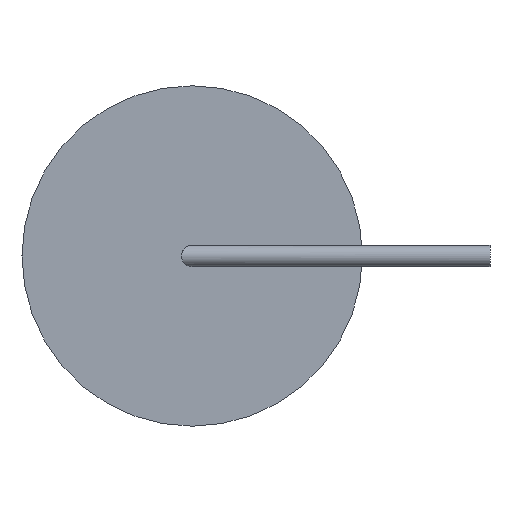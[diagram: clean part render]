
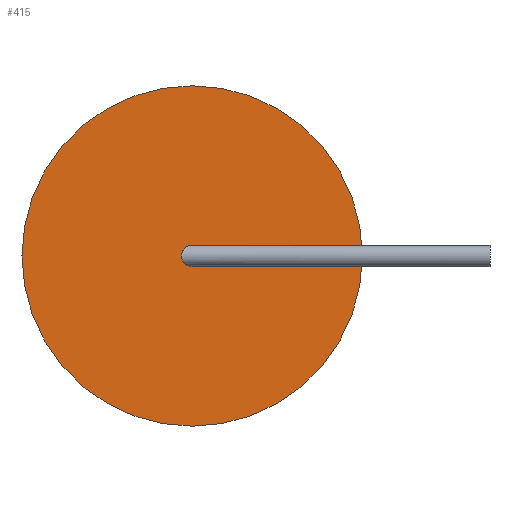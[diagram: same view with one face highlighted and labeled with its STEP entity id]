
A CAD part, left-side view. The second image highlights one B-rep face of the part: STEP entity #415.
In plain terms, the highlighted planar face has unit normal (-1, 0, 0).
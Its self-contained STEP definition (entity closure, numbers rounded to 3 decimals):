
#74 = DIRECTION ( 'NONE',  ( 1., 0., 0. ) ) ;
#168 = EDGE_CURVE ( 'NONE', #2394, #900, #2070, .T. ) ;
#182 = EDGE_CURVE ( 'NONE', #265, #2283, #247, .T. ) ;
#189 = ORIENTED_EDGE ( 'NONE', *, *, #182, .F. ) ;
#247 = CIRCLE ( 'NONE', #522, 0.25 ) ;
#265 = VERTEX_POINT ( 'NONE', #741 ) ;
#271 = CARTESIAN_POINT ( 'NONE',  ( -12., 0., 0. ) ) ;
#341 = CIRCLE ( 'NONE', #2371, 4. ) ;
#372 = CARTESIAN_POINT ( 'NONE',  ( -12., 0., 0. ) ) ;
#415 = ADVANCED_FACE ( 'NONE', ( #2396, #1449 ), #1598, .F. ) ;
#456 = DIRECTION ( 'NONE',  ( 0., -1., 0. ) ) ;
#464 = EDGE_LOOP ( 'NONE', ( #2384, #189 ) ) ;
#465 = DIRECTION ( 'NONE',  ( 0., 1., 0. ) ) ;
#495 = AXIS2_PLACEMENT_3D ( 'NONE', #2401, #1839, #885 ) ;
#522 = AXIS2_PLACEMENT_3D ( 'NONE', #271, #1967, #1044 ) ;
#651 = DIRECTION ( 'NONE',  ( -1., 0., 0. ) ) ;
#694 = CARTESIAN_POINT ( 'NONE',  ( -12., 0., 0. ) ) ;
#719 = ORIENTED_EDGE ( 'NONE', *, *, #168, .T. ) ;
#741 = CARTESIAN_POINT ( 'NONE',  ( -12., 0.25, 0. ) ) ;
#748 = CIRCLE ( 'NONE', #495, 0.25 ) ;
#873 = CARTESIAN_POINT ( 'NONE',  ( -12., -4., 0. ) ) ;
#885 = DIRECTION ( 'NONE',  ( 0., 1., 0. ) ) ;
#900 = VERTEX_POINT ( 'NONE', #873 ) ;
#967 = DIRECTION ( 'NONE',  ( -1., 0., 0. ) ) ;
#996 = EDGE_CURVE ( 'NONE', #2283, #265, #748, .T. ) ;
#1018 = AXIS2_PLACEMENT_3D ( 'NONE', #2357, #651, #456 ) ;
#1044 = DIRECTION ( 'NONE',  ( 0., 1., 0. ) ) ;
#1076 = EDGE_CURVE ( 'NONE', #900, #2394, #341, .T. ) ;
#1110 = EDGE_LOOP ( 'NONE', ( #1828, #719 ) ) ;
#1449 = FACE_OUTER_BOUND ( 'NONE', #1110, .T. ) ;
#1598 = PLANE ( 'NONE',  #2367 ) ;
#1732 = CARTESIAN_POINT ( 'NONE',  ( -12., -0.25, 0. ) ) ;
#1828 = ORIENTED_EDGE ( 'NONE', *, *, #1076, .T. ) ;
#1839 = DIRECTION ( 'NONE',  ( -1., 0., 0. ) ) ;
#1967 = DIRECTION ( 'NONE',  ( -1., 0., 0. ) ) ;
#2070 = CIRCLE ( 'NONE', #1018, 4. ) ;
#2273 = CARTESIAN_POINT ( 'NONE',  ( -12., 4., 0. ) ) ;
#2283 = VERTEX_POINT ( 'NONE', #1732 ) ;
#2357 = CARTESIAN_POINT ( 'NONE',  ( -12., 0., 0. ) ) ;
#2367 = AXIS2_PLACEMENT_3D ( 'NONE', #694, #74, #465 ) ;
#2371 = AXIS2_PLACEMENT_3D ( 'NONE', #372, #967, #2444 ) ;
#2384 = ORIENTED_EDGE ( 'NONE', *, *, #996, .F. ) ;
#2394 = VERTEX_POINT ( 'NONE', #2273 ) ;
#2396 = FACE_BOUND ( 'NONE', #464, .T. ) ;
#2401 = CARTESIAN_POINT ( 'NONE',  ( -12., 0., 0. ) ) ;
#2444 = DIRECTION ( 'NONE',  ( 0., -1., 0. ) ) ;
